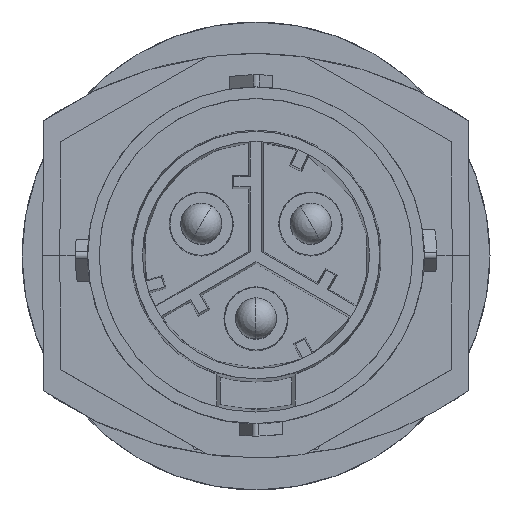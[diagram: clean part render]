
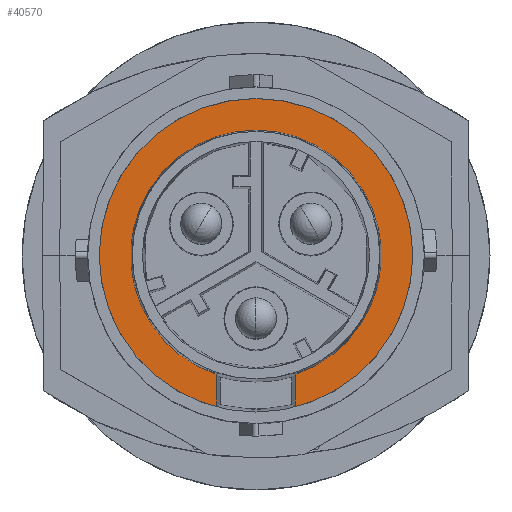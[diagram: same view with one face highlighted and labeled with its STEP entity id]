
A CAD part, top view. The second image highlights one B-rep face of the part: STEP entity #40570.
In plain terms, the highlighted face is planar.
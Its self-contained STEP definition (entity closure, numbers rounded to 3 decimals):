
#10720=CARTESIAN_POINT('',(-12.796,-9.314,
-10.496));
#10730=DIRECTION('',(0.,-1.,0.));
#10740=VECTOR('',#10730,1.);
#10750=LINE('',#10720,#10740);
#10760=CARTESIAN_POINT('',(-12.796,-6.152,
-10.496));
#10770=VERTEX_POINT('',#10760);
#10780=CARTESIAN_POINT('',(-12.796,-8.153,
-10.496));
#10790=VERTEX_POINT('',#10780);
#10800=EDGE_CURVE('',#10770,#10790,#10750,.T.);
#36380=CARTESIAN_POINT('',(-12.796,-8.153,
-5.703));
#36390=VERTEX_POINT('',#36380);
#36640=CARTESIAN_POINT('',(-12.796,-23.025,
-8.1));
#36650=VERTEX_POINT('',#36640);
#36680=CARTESIAN_POINT('',(-12.796,-15.396,
-8.1));
#36690=DIRECTION('',(-1.,0.,0.));
#36700=DIRECTION('',(0.,-1.,0.));
#36710=AXIS2_PLACEMENT_3D('',#36680,#36690,#36700);
#36720=CIRCLE('',#36710,7.629);
#36730=EDGE_CURVE('',#36650,#36390,#36720,.T.);
#40270=CARTESIAN_POINT('',(-12.796,-174.226,
-8.1));
#40280=DIRECTION('',(1.,0.,0.));
#40290=DIRECTION('',(0.,0.,-1.));
#40300=AXIS2_PLACEMENT_3D('',#40270,#40280,#40290);
#40310=PLANE('',#40300);
#40320=CARTESIAN_POINT('',(-12.796,-15.396,
-8.1));
#40330=DIRECTION('',(-1.,0.,0.));
#40340=DIRECTION('',(0.,1.,0.));
#40350=AXIS2_PLACEMENT_3D('',#40320,#40330,#40340);
#40360=CIRCLE('',#40350,9.55);
#40370=CARTESIAN_POINT('',(-12.796,-24.946,
-8.1));
#40380=VERTEX_POINT('',#40370);
#40390=EDGE_CURVE('',#10770,#40380,#40360,.T.);
#40400=ORIENTED_EDGE('',*,*,#40390,.F.);
#40410=CARTESIAN_POINT('',(-12.796,-6.152,
-5.703));
#40420=VERTEX_POINT('',#40410);
#40430=EDGE_CURVE('',#40380,#40420,#40360,.T.);
#40440=ORIENTED_EDGE('',*,*,#40430,.F.);
#40450=CARTESIAN_POINT('',(-12.796,-9.314,
-5.703));
#40460=DIRECTION('',(0.,1.,0.));
#40470=VECTOR('',#40460,1.);
#40480=LINE('',#40450,#40470);
#40490=EDGE_CURVE('',#36390,#40420,#40480,.T.);
#40500=ORIENTED_EDGE('',*,*,#40490,.T.);
#40510=ORIENTED_EDGE('',*,*,#36730,.T.);
#40520=EDGE_CURVE('',#10790,#36650,#36720,.T.);
#40530=ORIENTED_EDGE('',*,*,#40520,.T.);
#40540=ORIENTED_EDGE('',*,*,#10800,.T.);
#40550=EDGE_LOOP('',(#40540,#40530,#40510,#40500,#40440,#40400));
#40560=FACE_OUTER_BOUND('',#40550,.T.);
#40570=ADVANCED_FACE('',(#40560),#40310,.T.);
